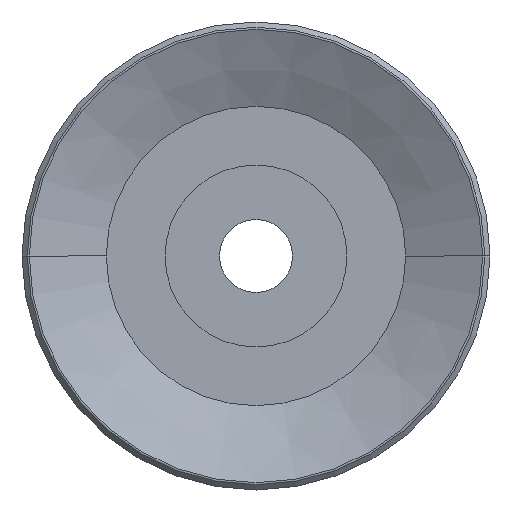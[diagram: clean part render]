
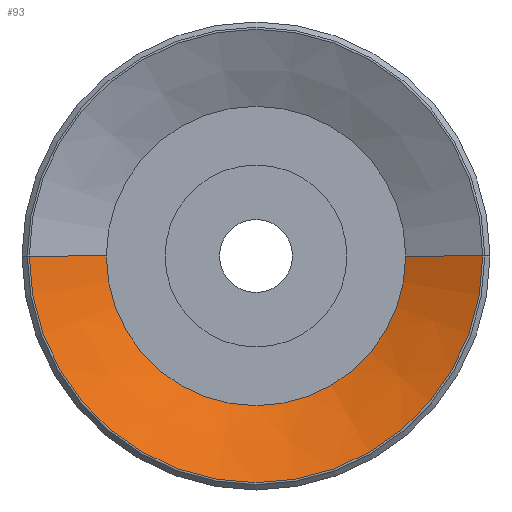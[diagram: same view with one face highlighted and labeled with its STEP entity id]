
A CAD part, front view. The second image highlights one B-rep face of the part: STEP entity #93.
In plain terms, the highlighted conical face has half-angle 64.813 degrees and reference radius 24.915 mm.
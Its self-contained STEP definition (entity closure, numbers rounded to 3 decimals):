
#93=ADVANCED_FACE('',(#245),#246,.F.);
#245=FACE_OUTER_BOUND('',#463,.T.);
#246=CONICAL_SURFACE('',#464,24.915,1.131);
#463=EDGE_LOOP('',(#1371,#1372,#1373,#1374));
#464=AXIS2_PLACEMENT_3D('',#1375,#1376,#1377);
#1371=ORIENTED_EDGE('',*,*,#1911,.T.);
#1372=ORIENTED_EDGE('',*,*,#1912,.T.);
#1373=ORIENTED_EDGE('',*,*,#1913,.F.);
#1374=ORIENTED_EDGE('',*,*,#1914,.F.);
#1375=CARTESIAN_POINT('',(0.,-14.981,0.0));
#1376=DIRECTION('',(0.,-1.0,0.0));
#1377=DIRECTION('',(1.0,0.,0.0));
#1911=EDGE_CURVE('',#2145,#2146,#2147,.T.);
#1912=EDGE_CURVE('',#2146,#2148,#2149,.T.);
#1913=EDGE_CURVE('',#2150,#2148,#2151,.T.);
#1914=EDGE_CURVE('',#2145,#2150,#2152,.T.);
#2145=VERTEX_POINT('',#2483);
#2146=VERTEX_POINT('',#2484);
#2147=CIRCLE('',#2485,16.45);
#2148=VERTEX_POINT('',#2486);
#2149=LINE('',#2487,#2488);
#2150=VERTEX_POINT('',#2489);
#2151=CIRCLE('',#2490,24.915);
#2152=LINE('',#2491,#2492);
#2483=CARTESIAN_POINT('',(16.45,-11.0,0.0));
#2484=CARTESIAN_POINT('',(-16.45,-11.0,0.));
#2485=AXIS2_PLACEMENT_3D('',#3544,#3545,#3546);
#2486=CARTESIAN_POINT('',(-24.915,-14.981,0.0));
#2487=CARTESIAN_POINT('',(-24.915,-14.981,0.));
#2488=VECTOR('',#3547,1000.0);
#2489=CARTESIAN_POINT('',(24.915,-14.981,0.));
#2490=AXIS2_PLACEMENT_3D('',#3548,#3549,#3550);
#2491=CARTESIAN_POINT('',(24.915,-14.981,0.0));
#2492=VECTOR('',#3551,1000.0);
#3544=CARTESIAN_POINT('',(0.,-11.0,0.0));
#3545=DIRECTION('',(0.,1.0,0.0));
#3546=DIRECTION('',(-1.0,0.,0.0));
#3547=DIRECTION('',(-0.905,-0.426,0.));
#3548=CARTESIAN_POINT('',(0.,-14.981,0.0));
#3549=DIRECTION('',(0.,1.0,0.0));
#3550=DIRECTION('',(-1.0,0.,0.0));
#3551=DIRECTION('',(0.905,-0.426,0.0));
